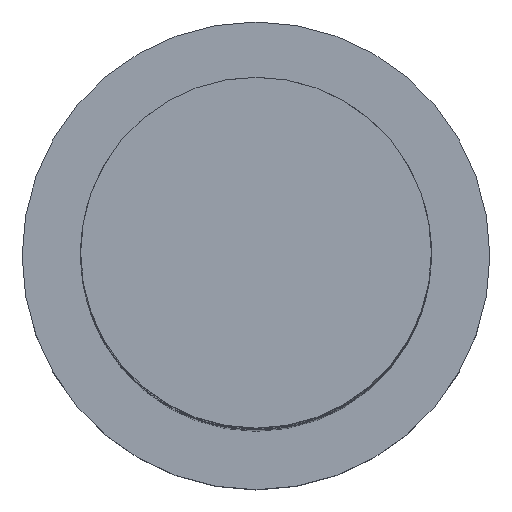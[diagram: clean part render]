
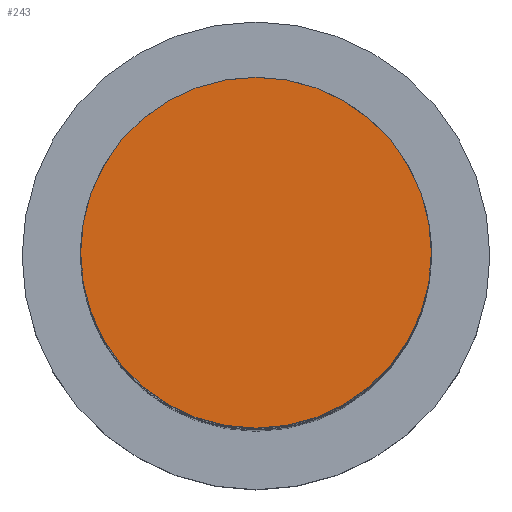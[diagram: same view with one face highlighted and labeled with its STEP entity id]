
A CAD part, top view. The second image highlights one B-rep face of the part: STEP entity #243.
In plain terms, the highlighted planar face has unit normal (0, 0, 1).
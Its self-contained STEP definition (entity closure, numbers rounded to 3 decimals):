
#26 = ORIENTED_EDGE ( 'NONE', *, *, #263, .T. ) ;
#46 = DIRECTION ( 'NONE',  ( 0., 0., 1. ) ) ;
#165 = PLANE ( 'NONE',  #723 ) ;
#186 = EDGE_CURVE ( 'NONE', #211, #1298, #601, .T. ) ;
#211 = VERTEX_POINT ( 'NONE', #739 ) ;
#243 = ADVANCED_FACE ( 'NONE', ( #1192 ), #165, .T. ) ;
#263 = EDGE_CURVE ( 'NONE', #1298, #211, #382, .T. ) ;
#279 = CARTESIAN_POINT ( 'NONE',  ( 0., 0., 100. ) ) ;
#336 = CARTESIAN_POINT ( 'NONE',  ( -9., 0., 100. ) ) ;
#382 = CIRCLE ( 'NONE', #986, 9. ) ;
#385 = CARTESIAN_POINT ( 'NONE',  ( 0., 0., 100. ) ) ;
#601 = CIRCLE ( 'NONE', #1300, 9. ) ;
#723 = AXIS2_PLACEMENT_3D ( 'NONE', #385, #733, #1071 ) ;
#733 = DIRECTION ( 'NONE',  ( 0., 0., 1. ) ) ;
#739 = CARTESIAN_POINT ( 'NONE',  ( 9., 0., 100. ) ) ;
#837 = DIRECTION ( 'NONE',  ( 0., 0., 1. ) ) ;
#850 = CARTESIAN_POINT ( 'NONE',  ( 0., 0., 100. ) ) ;
#932 = EDGE_LOOP ( 'NONE', ( #26, #1232 ) ) ;
#986 = AXIS2_PLACEMENT_3D ( 'NONE', #850, #837, #1421 ) ;
#1071 = DIRECTION ( 'NONE',  ( 1., 0., 0. ) ) ;
#1192 = FACE_OUTER_BOUND ( 'NONE', #932, .T. ) ;
#1221 = DIRECTION ( 'NONE',  ( 1., 0., 0. ) ) ;
#1232 = ORIENTED_EDGE ( 'NONE', *, *, #186, .T. ) ;
#1298 = VERTEX_POINT ( 'NONE', #336 ) ;
#1300 = AXIS2_PLACEMENT_3D ( 'NONE', #279, #46, #1221 ) ;
#1421 = DIRECTION ( 'NONE',  ( 1., 0., 0. ) ) ;
